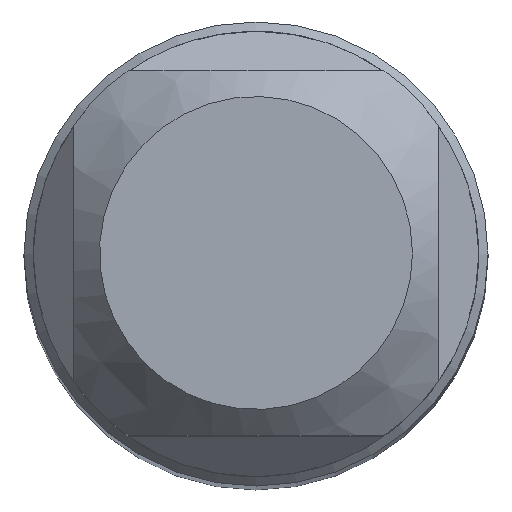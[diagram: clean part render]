
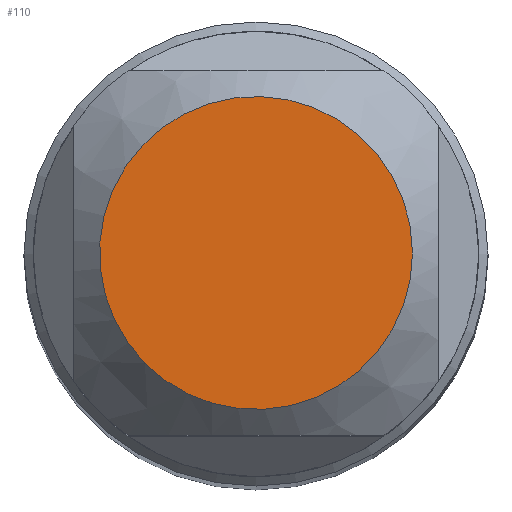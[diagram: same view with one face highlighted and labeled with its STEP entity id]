
A CAD part, top view. The second image highlights one B-rep face of the part: STEP entity #110.
In plain terms, the highlighted planar face has unit normal (0, 0, 1).
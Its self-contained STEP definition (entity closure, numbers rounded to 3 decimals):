
#43=PLANE('',#425);
#54=FACE_OUTER_BOUND('',#174,.T.);
#110=ADVANCED_FACE('',(#54),#43,.F.);
#174=EDGE_LOOP('',(#232));
#232=ORIENTED_EDGE('',*,*,#298,.T.);
#268=VERTEX_POINT('',#582);
#298=EDGE_CURVE('',#268,#268,#335,.T.);
#335=CIRCLE('',#401,2.36);
#401=AXIS2_PLACEMENT_3D('',#581,#457,#458);
#425=AXIS2_PLACEMENT_3D('',#661,#513,#514);
#457=DIRECTION('',(0.,0.,1.));
#458=DIRECTION('',(1.,0.,0.));
#513=DIRECTION('',(0.,0.,-1.));
#514=DIRECTION('',(-1.,0.,0.));
#581=CARTESIAN_POINT('',(0.,0.,0.));
#582=CARTESIAN_POINT('',(2.36,0.,0.));
#661=CARTESIAN_POINT('',(3.7,0.,0.));
